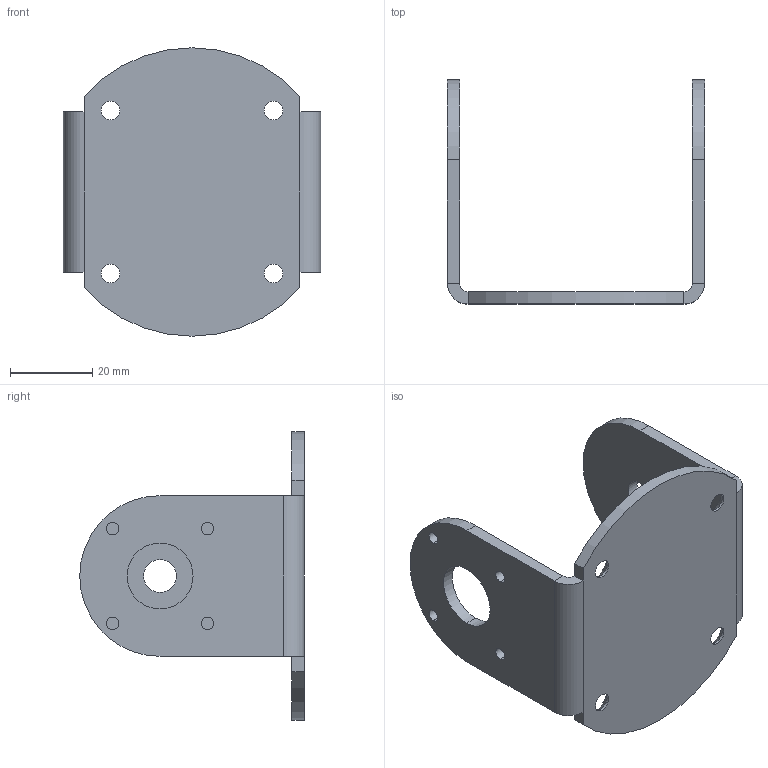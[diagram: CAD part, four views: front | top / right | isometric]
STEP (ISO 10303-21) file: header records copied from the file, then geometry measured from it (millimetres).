
FILE_DESCRIPTION (( 'STEP AP214' ), '1' );
FILE_NAME ('C_Shape_Shoulder.STEP', '2017-10-25T04:49:49', ( '' ), ( '' ), 'SwSTEP 2.0', 'SolidWorks 2017', '' );
FILE_SCHEMA (( 'AUTOMOTIVE_DESIGN' ));
Length unit declared in the file: millimetre
Products named in the file (2): C_Shape_Shoulder
Bounding box: 62.42 x 54.5 x 70 mm (x, y, z)
Volume: 20010.2 mm3; surface area: 15301.1 mm2
Topology: 1 solids, 1 shells, 64 faces, 162 edges, 100 vertices
Faces by surface type: cylinder 36, plane 20, cone 8
Entity records: 2027 total; most frequent: DIRECTION 374, CARTESIAN_POINT 328, ORIENTED_EDGE 324, EDGE_CURVE 162, AXIS2_PLACEMENT_3D 146, VERTEX_POINT 100, EDGE_LOOP 86, LINE 82
